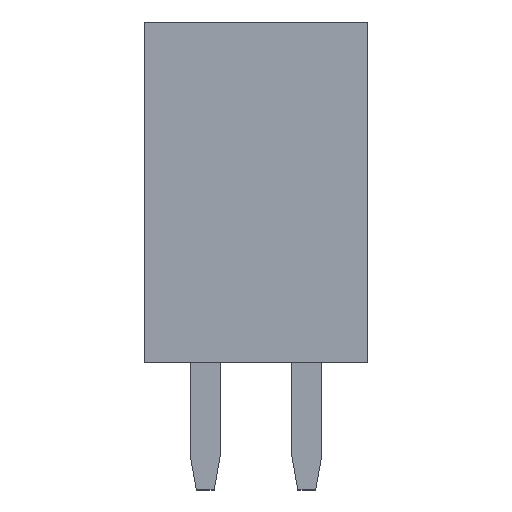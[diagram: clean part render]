
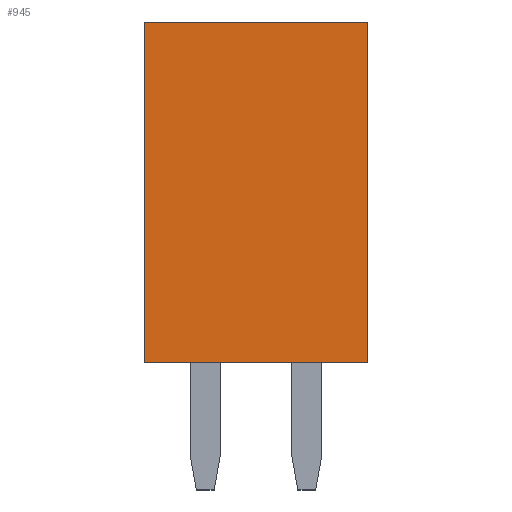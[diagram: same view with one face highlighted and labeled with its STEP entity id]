
A CAD part, top view. The second image highlights one B-rep face of the part: STEP entity #945.
In plain terms, the highlighted planar face has unit normal (0, 0, 1).
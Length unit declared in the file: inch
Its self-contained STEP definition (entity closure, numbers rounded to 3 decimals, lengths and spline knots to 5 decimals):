
#45 = CARTESIAN_POINT ( 'NONE',  ( -0.11, 0., 0.05 ) ) ;
#102 = PLANE ( 'NONE',  #498 ) ;
#112 = FACE_OUTER_BOUND ( 'NONE', #395, .T. ) ;
#145 = VERTEX_POINT ( 'NONE', #972 ) ;
#279 = LINE ( 'NONE', #1422, #1559 ) ;
#296 = EDGE_CURVE ( 'NONE', #1520, #2222, #2020, .T. ) ;
#383 = EDGE_CURVE ( 'NONE', #1520, #1381, #279, .T. ) ;
#395 = EDGE_LOOP ( 'NONE', ( #631, #2066, #1774, #1543 ) ) ;
#456 = CARTESIAN_POINT ( 'NONE',  ( 0.11, 0.335, 0.05 ) ) ;
#498 = AXIS2_PLACEMENT_3D ( 'NONE', #973, #608, #2172 ) ;
#608 = DIRECTION ( 'NONE',  ( 0., 0., -1. ) ) ;
#631 = ORIENTED_EDGE ( 'NONE', *, *, #1549, .F. ) ;
#755 = VECTOR ( 'NONE', #866, 39.37008 ) ;
#842 = DIRECTION ( 'NONE',  ( 1., 0., 0. ) ) ;
#866 = DIRECTION ( 'NONE',  ( 1., 0., 0. ) ) ;
#922 = CARTESIAN_POINT ( 'NONE',  ( 0.11, 0.335, 0.05 ) ) ;
#945 = ADVANCED_FACE ( 'NONE', ( #112 ), #102, .F. ) ;
#972 = CARTESIAN_POINT ( 'NONE',  ( 0.11, 0., 0.05 ) ) ;
#973 = CARTESIAN_POINT ( 'NONE',  ( -0.11, 0.335, 0.05 ) ) ;
#1207 = VECTOR ( 'NONE', #842, 39.37008 ) ;
#1260 = EDGE_CURVE ( 'NONE', #1381, #145, #1404, .T. ) ;
#1381 = VERTEX_POINT ( 'NONE', #45 ) ;
#1404 = LINE ( 'NONE', #1413, #755 ) ;
#1413 = CARTESIAN_POINT ( 'NONE',  ( -0.11, 0., 0.05 ) ) ;
#1422 = CARTESIAN_POINT ( 'NONE',  ( -0.11, 0.335, 0.05 ) ) ;
#1453 = CARTESIAN_POINT ( 'NONE',  ( -0.11, 0.335, 0.05 ) ) ;
#1520 = VERTEX_POINT ( 'NONE', #1453 ) ;
#1543 = ORIENTED_EDGE ( 'NONE', *, *, #1260, .T. ) ;
#1549 = EDGE_CURVE ( 'NONE', #2222, #145, #1832, .T. ) ;
#1559 = VECTOR ( 'NONE', #1902, 39.37008 ) ;
#1631 = DIRECTION ( 'NONE',  ( 0., -1., 0. ) ) ;
#1723 = VECTOR ( 'NONE', #1631, 39.37008 ) ;
#1774 = ORIENTED_EDGE ( 'NONE', *, *, #383, .T. ) ;
#1832 = LINE ( 'NONE', #922, #1723 ) ;
#1888 = CARTESIAN_POINT ( 'NONE',  ( 0.11, 0.335, 0.05 ) ) ;
#1902 = DIRECTION ( 'NONE',  ( 0., -1., 0. ) ) ;
#2020 = LINE ( 'NONE', #1888, #1207 ) ;
#2066 = ORIENTED_EDGE ( 'NONE', *, *, #296, .F. ) ;
#2172 = DIRECTION ( 'NONE',  ( -1., 0., 0. ) ) ;
#2222 = VERTEX_POINT ( 'NONE', #456 ) ;
